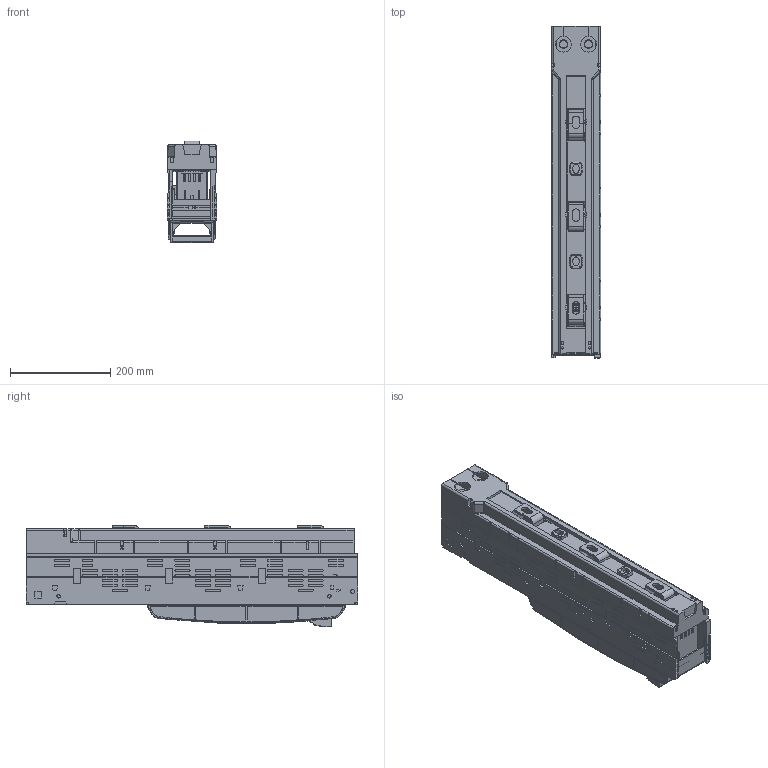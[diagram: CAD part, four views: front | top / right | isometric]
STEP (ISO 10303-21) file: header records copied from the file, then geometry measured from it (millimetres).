
FILE_DESCRIPTION(/* description */ (''),/* implementation_level */ '2;1');
FILE_NAME(/* name */ 'CDHR16 250A 400A 630A三维模型20250522.stp',/* time_stamp */ '2025-05-22T10:31:15+08:00',/* author */ (''),/* organization */ (''),/* preprocessor_version */ 'ST-DEVELOPER v16',/* originating_system */ 'SIEMENS PLM Software NX 10.0',/* authorisation */ '');
FILE_SCHEMA (('CONFIG_CONTROL_DESIGN'));
Products named in the file (1): 9.23-产品_stp
Bounding box: 99.2 x 662 x 203.09 mm (x, y, z)
Volume: 4710314.6 mm3; surface area: 1194107.1 mm2
Topology: 42 solids, 70 shells, 6148 faces, 17342 edges, 11276 vertices
Faces by surface type: plane 4263, cylinder 1293, cone 190, bspline 169, torus 148, sphere 58, extrusion 27
Full cylindrical faces by diameter (mm): 4 x2, 10.7 x5, 13 x2, 17 x3
Entity records: 202903 total; most frequent: CARTESIAN_POINT 42942, ORIENTED_EDGE 34602, DIRECTION 31774, EDGE_CURVE 17301, VECTOR 12884, LINE 12857, VERTEX_POINT 11268, AXIS2_PLACEMENT_3D 9445
